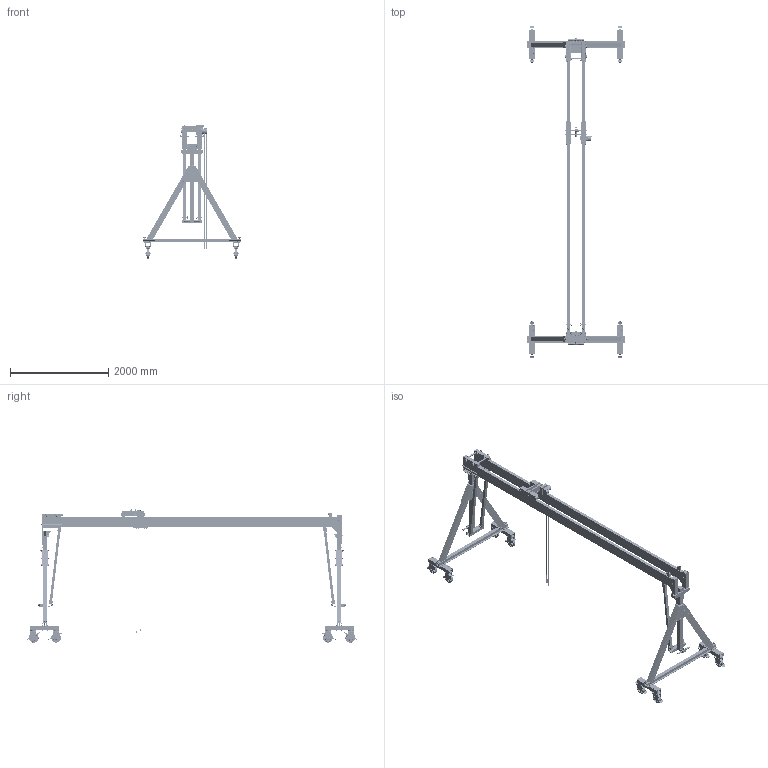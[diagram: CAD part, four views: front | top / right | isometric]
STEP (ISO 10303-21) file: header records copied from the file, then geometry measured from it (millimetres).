
FILE_DESCRIPTION(/* description */ (''),/* implementation_level */ '2;1');
FILE_NAME(/* name */ '14501560-10_Portalkran.stp',/* time_stamp */ '2020-09-21T15:05:33+02:00',/* author */ ('stephan'),/* organization */ (''),/* preprocessor_version */ 'ST-DEVELOPER v17.2',/* originating_system */ 'Autodesk Inventor 2019',/* authorisation */ '');
FILE_SCHEMA (('AUTOMOTIVE_DESIGN { 1 0 10303 214 3 1 1 }'));
Products named in the file (1): 14501560-001_Portalkran_Shrinkwrap_1
Bounding box: 1999.85 x 6751.86 x 2712.94 mm (x, y, z)
Volume: 136705763.6 mm3; surface area: 40081527.9 mm2
Topology: 501 solids, 501 shells, 13964 faces, 35154 edges, 22946 vertices
Faces by surface type: plane 7368, cylinder 2119, bspline 2044, cone 1591, torus 649, sphere 193
Full cylindrical faces by diameter (mm): 2.1 x2, 4.2 x2, 6 x28, 8 x18, 8.9 x5, 9.4 x4, 9.999 x8, 10 x76, 11.34 x2, 11.6 x12, 12 x51, 13 x10, 13.5 x4, 13.6 x2, 13.95 x48, 14 x4, 14.917 x4, 15 x1, 15.24 x6, 15.6 x98, 15.9 x2, 16 x27, 17 x16, 17.4 x46, 18 x35, 18.999 x8, 19 x8, 19.8 x2, 19.9 x4, 20 x70
Entity records: 600591 total; most frequent: CARTESIAN_POINT 268384, ORIENTED_EDGE 70300, DIRECTION 60804, EDGE_CURVE 35150, VERTEX_POINT 22946, AXIS2_PLACEMENT_3D 22664, LINE 15476, VECTOR 15476
